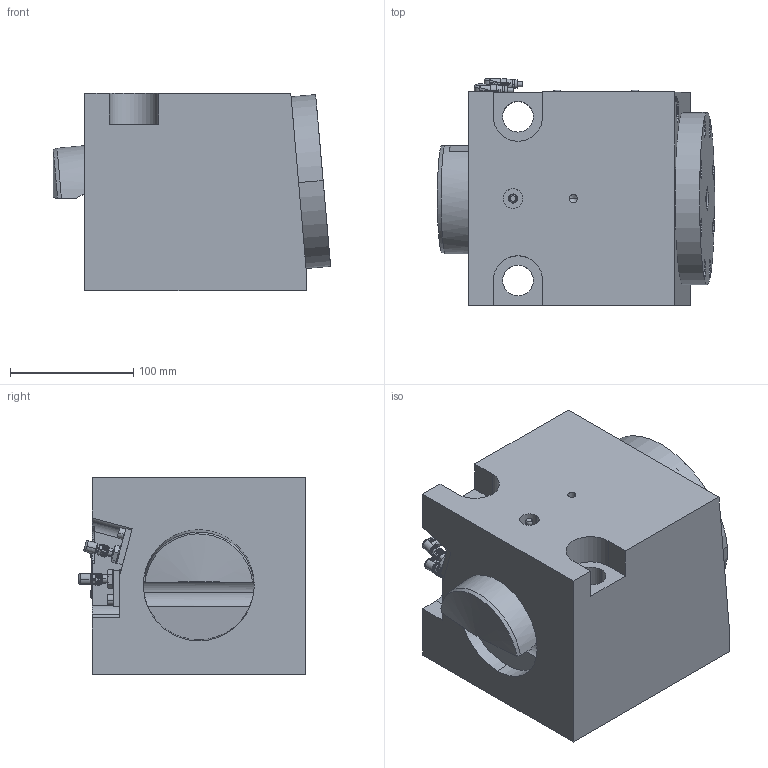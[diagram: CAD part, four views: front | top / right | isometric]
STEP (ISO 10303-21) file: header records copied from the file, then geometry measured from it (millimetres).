
FILE_DESCRIPTION(('STEP AP214'),'1');
FILE_NAME('38440803_HBS_A_200_75.stp','2019-01-24T07:13:04',(' '),(' '),'Spatial InterOp 3D',' ',' ');
FILE_SCHEMA(('automotive_design'));
Length unit declared in the file: millimetre
Products named in the file (21): _washers M8 x 1.; _BALLUFF BES M08EE-PSC15B-S49G-003_1; 1; 2; 3; 4; 5; _Nut M8 x 1; 6; 7; 8; 9; 10; 11
Bounding box: 225.11 x 184 x 160 mm (x, y, z)
Volume: 4410547.8 mm3; surface area: 279524.4 mm2
Topology: 21 solids, 29 shells, 2244 faces, 5768 edges, 3713 vertices
Faces by surface type: plane 1106, cylinder 708, cone 182, extrusion 133, torus 75, sphere 32, bspline 4, revolution 4
Entity records: 90085 total; most frequent: CARTESIAN_POINT 17555, ORIENTED_EDGE 11388, DIRECTION 11052, EDGE_CURVE 5694, AXIS2_PLACEMENT_3D 3928, VERTEX_POINT 3713, VECTOR 3192, LINE 3059
